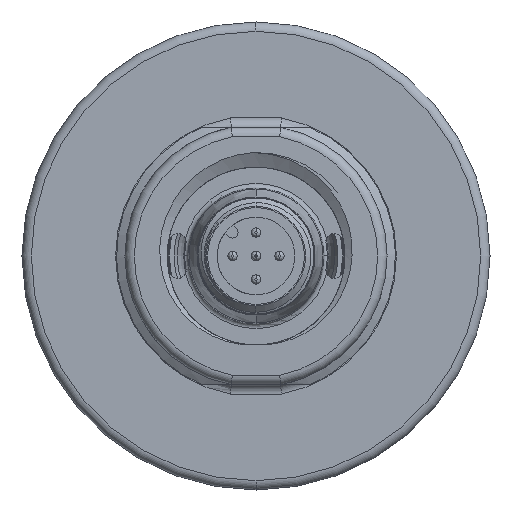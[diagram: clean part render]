
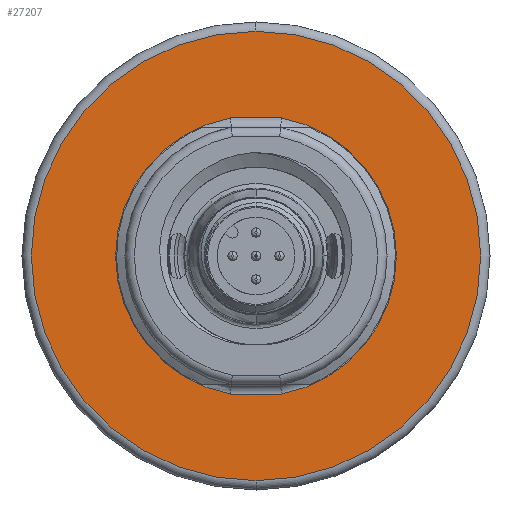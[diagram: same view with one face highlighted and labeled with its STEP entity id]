
A CAD part, front view. The second image highlights one B-rep face of the part: STEP entity #27207.
In plain terms, the highlighted planar face has unit normal (0, -1, 0).
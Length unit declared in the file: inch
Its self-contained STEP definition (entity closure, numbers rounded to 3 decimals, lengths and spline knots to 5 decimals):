
#8376=CARTESIAN_POINT('',(0.,-0.11811,0.));
#8377=DIRECTION('',(0.,1.,0.));
#8378=DIRECTION('',(0.,0.,-1.));
#8379=AXIS2_PLACEMENT_3D('',#8376,#8377,#8378);
#8381=CARTESIAN_POINT('',(0.,-0.11811,0.));
#8382=DIRECTION('',(0.,1.,0.));
#8383=DIRECTION('',(0.,0.,1.));
#8384=AXIS2_PLACEMENT_3D('',#8381,#8382,#8383);
#8386=CARTESIAN_POINT('',(0.,-0.11811,0.));
#8387=DIRECTION('',(0.,-1.,0.));
#8388=DIRECTION('',(-0.182,0.,0.983));
#8389=AXIS2_PLACEMENT_3D('',#8386,#8387,#8388);
#8391=DIRECTION('',(1.,0.,0.));
#8392=VECTOR('',#8391,0.21474);
#8393=CARTESIAN_POINT('',(-0.10737,-0.11811,
-0.58071));
#8394=LINE('',#8393,#8392);
#8395=CARTESIAN_POINT('',(0.,-0.11811,0.));
#8396=DIRECTION('',(0.,-1.,0.));
#8397=DIRECTION('',(0.182,0.,-0.983));
#8398=AXIS2_PLACEMENT_3D('',#8395,#8396,#8397);
#8400=DIRECTION('',(-1.,0.,0.));
#8401=VECTOR('',#8400,0.21474);
#8402=CARTESIAN_POINT('',(0.10737,-0.11811,
0.58071));
#8403=LINE('',#8402,#8401);
#15096=CARTESIAN_POINT('',(-0.10737,-0.11811,
0.58071));
#15097=CARTESIAN_POINT('',(-0.10737,-0.11811,
-0.58071));
#15098=VERTEX_POINT('',#15096);
#15099=VERTEX_POINT('',#15097);
#15104=CARTESIAN_POINT('',(0.10737,-0.11811,
-0.58071));
#15105=CARTESIAN_POINT('',(0.10737,-0.11811,
0.58071));
#15106=VERTEX_POINT('',#15104);
#15107=VERTEX_POINT('',#15105);
#15132=CARTESIAN_POINT('',(0.,-0.11811,-0.94488));
#15133=CARTESIAN_POINT('',(0.,-0.11811,0.94488));
#15134=VERTEX_POINT('',#15132);
#15135=VERTEX_POINT('',#15133);
#27187=CARTESIAN_POINT('',(0.,-0.11811,0.));
#27188=DIRECTION('',(0.,-1.,0.));
#27189=DIRECTION('',(0.,0.,1.));
#27190=AXIS2_PLACEMENT_3D('',#27187,#27188,#27189);
#27191=PLANE('',#27190);
#27193=ORIENTED_EDGE('',*,*,#27192,.T.);
#27195=ORIENTED_EDGE('',*,*,#27194,.T.);
#27196=EDGE_LOOP('',(#27193,#27195));
#27197=FACE_OUTER_BOUND('',#27196,.F.);
#27198=ORIENTED_EDGE('',*,*,#27177,.T.);
#27200=ORIENTED_EDGE('',*,*,#27199,.T.);
#27202=ORIENTED_EDGE('',*,*,#27201,.T.);
#27204=ORIENTED_EDGE('',*,*,#27203,.T.);
#27205=EDGE_LOOP('',(#27198,#27200,#27202,#27204));
#27206=FACE_BOUND('',#27205,.F.);
#27207=ADVANCED_FACE('',(#27197,#27206),#27191,.T.);
#8380=CIRCLE('',#8379,0.94488);
#8385=CIRCLE('',#8384,0.94488);
#8390=CIRCLE('',#8389,0.59055);
#8399=CIRCLE('',#8398,0.59055);
#27177=EDGE_CURVE('',#15098,#15099,#8390,.T.);
#27192=EDGE_CURVE('',#15134,#15135,#8380,.T.);
#27194=EDGE_CURVE('',#15135,#15134,#8385,.T.);
#27199=EDGE_CURVE('',#15099,#15106,#8394,.T.);
#27201=EDGE_CURVE('',#15106,#15107,#8399,.T.);
#27203=EDGE_CURVE('',#15107,#15098,#8403,.T.);
